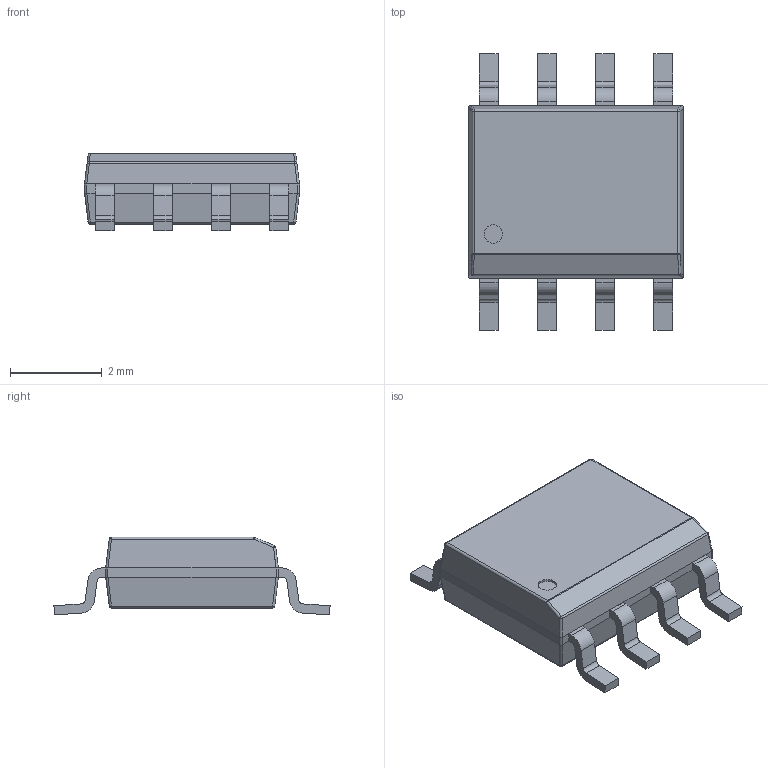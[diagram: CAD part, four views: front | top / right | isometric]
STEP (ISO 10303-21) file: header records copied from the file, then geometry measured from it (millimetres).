
FILE_DESCRIPTION (( 'STEP AP214' ), '1' );
FILE_NAME ('User Library-HSOP-8-DDA.STEP', '2021-02-17T15:22:15', ( '' ), ( '' ), 'SwSTEP 2.0', 'SolidWorks 2020', '' );
FILE_SCHEMA (( 'AUTOMOTIVE_DESIGN' ));
Length unit declared in the file: millimetre
Products named in the file (1): User Library-HSOP-8-DDA
Bounding box: 4.69 x 6.03 x 1.7 mm (x, y, z)
Volume: 27.4 mm3; surface area: 73.9 mm2
Topology: 1 solids, 1 shells, 161 faces, 407 edges, 250 vertices
Faces by surface type: plane 93, cylinder 58, bspline 10
Entity records: 6123 total; most frequent: CARTESIAN_POINT 1005, ORIENTED_EDGE 814, DIRECTION 793, EDGE_CURVE 407, VECTOR 301, LINE 301, VERTEX_POINT 250, AXIS2_PLACEMENT_3D 246
